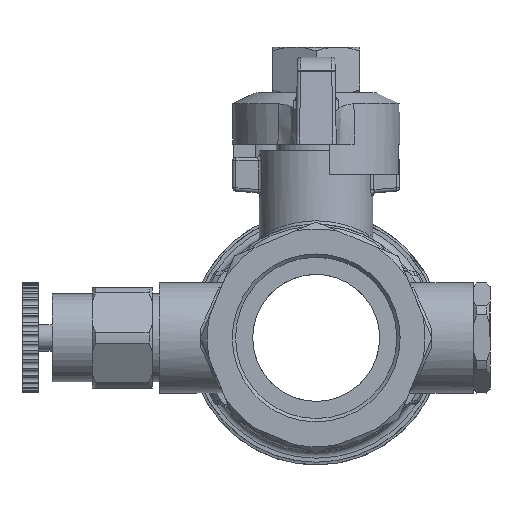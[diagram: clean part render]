
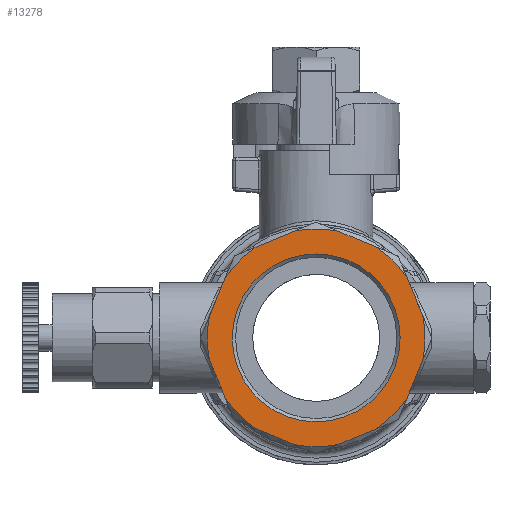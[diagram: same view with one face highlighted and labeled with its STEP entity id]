
A CAD part, front view. The second image highlights one B-rep face of the part: STEP entity #13278.
In plain terms, the highlighted planar face has unit normal (0, -1, 0).
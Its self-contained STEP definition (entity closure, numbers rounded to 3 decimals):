
#1979=LINE('',#26623,#2335);
#1980=LINE('',#26628,#2336);
#1981=LINE('',#26632,#2337);
#1982=LINE('',#26636,#2338);
#1983=LINE('',#26640,#2339);
#1984=LINE('',#26644,#2340);
#1985=LINE('',#26648,#2341);
#1986=LINE('',#26652,#2342);
#2335=VECTOR('',#21130,1000.);
#2336=VECTOR('',#21133,1000.);
#2337=VECTOR('',#21136,1000.);
#2338=VECTOR('',#21139,1000.);
#2339=VECTOR('',#21142,1000.);
#2340=VECTOR('',#21145,1000.);
#2341=VECTOR('',#21148,1000.);
#2342=VECTOR('',#21151,1000.);
#3569=ORIENTED_EDGE('',*,*,#7445,.T.);
#3570=ORIENTED_EDGE('',*,*,#7446,.T.);
#3571=ORIENTED_EDGE('',*,*,#7447,.T.);
#3572=ORIENTED_EDGE('',*,*,#7448,.T.);
#3573=ORIENTED_EDGE('',*,*,#7449,.T.);
#3574=ORIENTED_EDGE('',*,*,#7450,.T.);
#3575=ORIENTED_EDGE('',*,*,#7451,.T.);
#3576=ORIENTED_EDGE('',*,*,#7452,.T.);
#3577=ORIENTED_EDGE('',*,*,#7453,.T.);
#3578=ORIENTED_EDGE('',*,*,#7454,.T.);
#3579=ORIENTED_EDGE('',*,*,#7455,.T.);
#3580=ORIENTED_EDGE('',*,*,#7456,.T.);
#3581=ORIENTED_EDGE('',*,*,#7457,.T.);
#3582=ORIENTED_EDGE('',*,*,#7458,.T.);
#3583=ORIENTED_EDGE('',*,*,#7459,.T.);
#3584=ORIENTED_EDGE('',*,*,#7460,.T.);
#3585=ORIENTED_EDGE('',*,*,#7461,.T.);
#7445=EDGE_CURVE('',#9426,#9426,#10434,.T.);
#7446=EDGE_CURVE('',#9427,#9428,#1979,.T.);
#7447=EDGE_CURVE('',#9428,#9429,#10435,.F.);
#7448=EDGE_CURVE('',#9429,#9430,#1980,.T.);
#7449=EDGE_CURVE('',#9430,#9431,#10436,.F.);
#7450=EDGE_CURVE('',#9431,#9432,#1981,.T.);
#7451=EDGE_CURVE('',#9432,#9433,#10437,.F.);
#7452=EDGE_CURVE('',#9433,#9434,#1982,.T.);
#7453=EDGE_CURVE('',#9434,#9435,#10438,.F.);
#7454=EDGE_CURVE('',#9435,#9436,#1983,.T.);
#7455=EDGE_CURVE('',#9436,#9437,#10439,.F.);
#7456=EDGE_CURVE('',#9437,#9438,#1984,.T.);
#7457=EDGE_CURVE('',#9438,#9439,#10440,.F.);
#7458=EDGE_CURVE('',#9439,#9440,#1985,.T.);
#7459=EDGE_CURVE('',#9440,#9441,#10441,.F.);
#7460=EDGE_CURVE('',#9441,#9442,#1986,.T.);
#7461=EDGE_CURVE('',#9442,#9427,#10442,.F.);
#9426=VERTEX_POINT('',#26622);
#9427=VERTEX_POINT('',#26624);
#9428=VERTEX_POINT('',#26625);
#9429=VERTEX_POINT('',#26627);
#9430=VERTEX_POINT('',#26629);
#9431=VERTEX_POINT('',#26631);
#9432=VERTEX_POINT('',#26633);
#9433=VERTEX_POINT('',#26635);
#9434=VERTEX_POINT('',#26637);
#9435=VERTEX_POINT('',#26639);
#9436=VERTEX_POINT('',#26641);
#9437=VERTEX_POINT('',#26643);
#9438=VERTEX_POINT('',#26645);
#9439=VERTEX_POINT('',#26647);
#9440=VERTEX_POINT('',#26649);
#9441=VERTEX_POINT('',#26651);
#9442=VERTEX_POINT('',#26653);
#10434=CIRCLE('',#19410,12.559);
#10435=CIRCLE('',#19411,16.3);
#10436=CIRCLE('',#19412,16.3);
#10437=CIRCLE('',#19413,16.3);
#10438=CIRCLE('',#19414,16.3);
#10439=CIRCLE('',#19415,16.3);
#10440=CIRCLE('',#19416,16.3);
#10441=CIRCLE('',#19417,16.3);
#10442=CIRCLE('',#19418,16.3);
#11054=EDGE_LOOP('',(#3569));
#11055=EDGE_LOOP('',(#3570,#3571,#3572,#3573,#3574,#3575,#3576,#3577,#3578,
#3579,#3580,#3581,#3582,#3583,#3584,#3585));
#12064=FACE_BOUND('',#11054,.T.);
#12065=FACE_BOUND('',#11055,.T.);
#12889=PLANE('',#19409);
#13278=ADVANCED_FACE('',(#12064,#12065),#12889,.F.);
#19409=AXIS2_PLACEMENT_3D('',#26620,#21126,#21127);
#19410=AXIS2_PLACEMENT_3D('',#26621,#21128,#21129);
#19411=AXIS2_PLACEMENT_3D('',#26626,#21131,#21132);
#19412=AXIS2_PLACEMENT_3D('',#26630,#21134,#21135);
#19413=AXIS2_PLACEMENT_3D('',#26634,#21137,#21138);
#19414=AXIS2_PLACEMENT_3D('',#26638,#21140,#21141);
#19415=AXIS2_PLACEMENT_3D('',#26642,#21143,#21144);
#19416=AXIS2_PLACEMENT_3D('',#26646,#21146,#21147);
#19417=AXIS2_PLACEMENT_3D('',#26650,#21149,#21150);
#19418=AXIS2_PLACEMENT_3D('',#26654,#21152,#21153);
#21126=DIRECTION('',(0.,1.,0.));
#21127=DIRECTION('',(0.,0.,1.));
#21128=DIRECTION('',(0.,1.,0.));
#21129=DIRECTION('',(0.,0.,1.));
#21130=DIRECTION('',(-0.924,0.,0.383));
#21131=DIRECTION('',(0.,1.,0.));
#21132=DIRECTION('',(0.,0.,1.));
#21133=DIRECTION('',(-0.924,0.,-0.383));
#21134=DIRECTION('',(0.,1.,0.));
#21135=DIRECTION('',(0.,0.,1.));
#21136=DIRECTION('',(-0.383,0.,-0.924));
#21137=DIRECTION('',(0.,1.,0.));
#21138=DIRECTION('',(0.,0.,1.));
#21139=DIRECTION('',(0.383,0.,-0.924));
#21140=DIRECTION('',(0.,1.,0.));
#21141=DIRECTION('',(0.,0.,1.));
#21142=DIRECTION('',(0.924,0.,-0.383));
#21143=DIRECTION('',(0.,1.,0.));
#21144=DIRECTION('',(0.,0.,1.));
#21145=DIRECTION('',(0.924,0.,0.383));
#21146=DIRECTION('',(0.,1.,0.));
#21147=DIRECTION('',(0.,0.,1.));
#21148=DIRECTION('',(0.383,0.,0.924));
#21149=DIRECTION('',(0.,1.,0.));
#21150=DIRECTION('',(0.,0.,1.));
#21151=DIRECTION('',(-0.383,0.,0.924));
#21152=DIRECTION('',(0.,1.,0.));
#21153=DIRECTION('',(0.,0.,1.));
#26620=CARTESIAN_POINT('',(0.,-34.,0.));
#26621=CARTESIAN_POINT('',(0.,-34.,0.));
#26622=CARTESIAN_POINT('',(0.,-34.,12.559));
#26623=CARTESIAN_POINT('',(12.246,-34.,12.246));
#26624=CARTESIAN_POINT('',(8.999,-34.,13.591));
#26625=CARTESIAN_POINT('',(3.247,-34.,15.973));
#26626=CARTESIAN_POINT('',(0.,-34.,0.));
#26627=CARTESIAN_POINT('',(-3.247,-34.,15.973));
#26628=CARTESIAN_POINT('',(0.,-34.,17.318));
#26629=CARTESIAN_POINT('',(-8.999,-34.,13.591));
#26630=CARTESIAN_POINT('',(0.,-34.,0.));
#26631=CARTESIAN_POINT('',(-13.591,-34.,8.999));
#26632=CARTESIAN_POINT('',(-12.246,-34.,12.246));
#26633=CARTESIAN_POINT('',(-15.973,-34.,3.247));
#26634=CARTESIAN_POINT('',(0.,-34.,0.));
#26635=CARTESIAN_POINT('',(-15.973,-34.,-3.247));
#26636=CARTESIAN_POINT('',(-17.318,-34.,0.));
#26637=CARTESIAN_POINT('',(-13.591,-34.,-8.999));
#26638=CARTESIAN_POINT('',(0.,-34.,0.));
#26639=CARTESIAN_POINT('',(-8.999,-34.,-13.591));
#26640=CARTESIAN_POINT('',(-12.246,-34.,-12.246));
#26641=CARTESIAN_POINT('',(-3.247,-34.,-15.973));
#26642=CARTESIAN_POINT('',(0.,-34.,0.));
#26643=CARTESIAN_POINT('',(3.247,-34.,-15.973));
#26644=CARTESIAN_POINT('',(0.,-34.,-17.318));
#26645=CARTESIAN_POINT('',(8.999,-34.,-13.591));
#26646=CARTESIAN_POINT('',(0.,-34.,0.));
#26647=CARTESIAN_POINT('',(13.591,-34.,-8.999));
#26648=CARTESIAN_POINT('',(12.246,-34.,-12.246));
#26649=CARTESIAN_POINT('',(15.973,-34.,-3.247));
#26650=CARTESIAN_POINT('',(0.,-34.,0.));
#26651=CARTESIAN_POINT('',(15.973,-34.,3.247));
#26652=CARTESIAN_POINT('',(17.318,-34.,0.));
#26653=CARTESIAN_POINT('',(13.591,-34.,8.999));
#26654=CARTESIAN_POINT('',(0.,-34.,0.));
